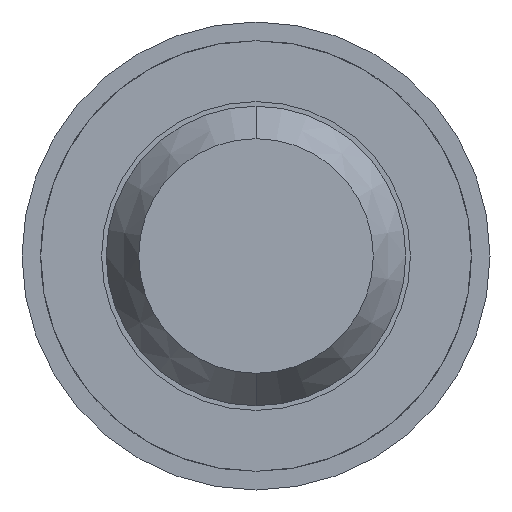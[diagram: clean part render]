
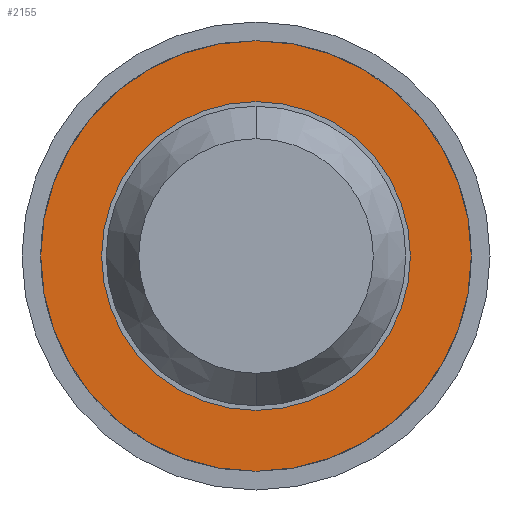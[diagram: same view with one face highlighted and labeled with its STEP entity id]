
A CAD part, front view. The second image highlights one B-rep face of the part: STEP entity #2155.
In plain terms, the highlighted planar face has unit normal (0, -1, 0).
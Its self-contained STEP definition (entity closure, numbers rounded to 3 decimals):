
#193 = DIRECTION ( 'NONE',  ( 0., 1., 0. ) ) ;
#292 = CARTESIAN_POINT ( 'NONE',  ( 0., -1.7, 0. ) ) ;
#312 = CARTESIAN_POINT ( 'NONE',  ( 0., -1.7, 0.825 ) ) ;
#548 = DIRECTION ( 'NONE',  ( 0., 0., 1. ) ) ;
#554 = FACE_OUTER_BOUND ( 'NONE', #3297, .T. ) ;
#556 = DIRECTION ( 'NONE',  ( 0., 0., 1. ) ) ;
#652 = ORIENTED_EDGE ( 'NONE', *, *, #1088, .T. ) ;
#732 = CARTESIAN_POINT ( 'NONE',  ( 0., -1.7, -0.825 ) ) ;
#896 = CARTESIAN_POINT ( 'NONE',  ( 0., -1.7, 1.15 ) ) ;
#979 = DIRECTION ( 'NONE',  ( 0., 1., 0. ) ) ;
#1088 = EDGE_CURVE ( 'Defeature ausgef�hrt1_14+Defeature ausgef�hrt1_13+Defeature ausgef�hrt1_13+Defeature ausgef�hrt1_13', #4469, #2050, #2248, .T. ) ;
#1307 = AXIS2_PLACEMENT_3D ( 'NONE', #2323, #4208, #3810 ) ;
#1331 = VERTEX_POINT ( 'NONE', #896 ) ;
#1781 = EDGE_CURVE ( 'Defeature ausgef�hrt1_7+Defeature ausgef�hrt1_14+Defeature ausgef�hrt1_14+Defeature ausgef�hrt1_14', #2279, #1331, #4012, .T. ) ;
#1898 = EDGE_CURVE ( 'Defeature ausgef�hrt1_7+Defeature ausgef�hrt1_14+Defeature ausgef�hrt1_14+Defeature ausgef�hrt1_14', #1331, #2279, #2238, .T. ) ;
#1964 = EDGE_LOOP ( 'NONE', ( #2678, #652 ) ) ;
#2050 = VERTEX_POINT ( 'NONE', #312 ) ;
#2155 = ADVANCED_FACE ( 'Defeature ausgef�hrt1_14', ( #554, #3398 ), #4551, .F. ) ;
#2238 = CIRCLE ( 'NONE', #4047, 1.15 ) ;
#2248 = CIRCLE ( 'NONE', #2412, 0.825 ) ;
#2279 = VERTEX_POINT ( 'NONE', #4604 ) ;
#2323 = CARTESIAN_POINT ( 'NONE',  ( 0., -1.7, 0. ) ) ;
#2364 = CARTESIAN_POINT ( 'NONE',  ( 0.825, -1.7, 0. ) ) ;
#2412 = AXIS2_PLACEMENT_3D ( 'NONE', #292, #3255, #2931 ) ;
#2423 = DIRECTION ( 'NONE',  ( 0., 1., 0. ) ) ;
#2452 = DIRECTION ( 'NONE',  ( 0., 0., 1. ) ) ;
#2654 = EDGE_CURVE ( 'Defeature ausgef�hrt1_14+Defeature ausgef�hrt1_13+Defeature ausgef�hrt1_13+Defeature ausgef�hrt1_13', #2050, #4469, #4128, .T. ) ;
#2678 = ORIENTED_EDGE ( 'NONE', *, *, #2654, .T. ) ;
#2931 = DIRECTION ( 'NONE',  ( 0., 0., 1. ) ) ;
#3209 = CARTESIAN_POINT ( 'NONE',  ( 0., -1.7, 0. ) ) ;
#3255 = DIRECTION ( 'NONE',  ( 0., 1., 0. ) ) ;
#3297 = EDGE_LOOP ( 'NONE', ( #4261, #4646 ) ) ;
#3398 = FACE_BOUND ( 'NONE', #1964, .T. ) ;
#3495 = AXIS2_PLACEMENT_3D ( 'NONE', #4643, #979, #2452 ) ;
#3810 = DIRECTION ( 'NONE',  ( 0., 0., 1. ) ) ;
#4012 = CIRCLE ( 'NONE', #1307, 1.15 ) ;
#4047 = AXIS2_PLACEMENT_3D ( 'NONE', #3209, #2423, #548 ) ;
#4128 = CIRCLE ( 'NONE', #3495, 0.825 ) ;
#4140 = AXIS2_PLACEMENT_3D ( 'NONE', #2364, #193, #556 ) ;
#4208 = DIRECTION ( 'NONE',  ( 0., 1., 0. ) ) ;
#4261 = ORIENTED_EDGE ( 'NONE', *, *, #1898, .F. ) ;
#4469 = VERTEX_POINT ( 'NONE', #732 ) ;
#4551 = PLANE ( 'NONE',  #4140 ) ;
#4604 = CARTESIAN_POINT ( 'NONE',  ( 0., -1.7, -1.15 ) ) ;
#4643 = CARTESIAN_POINT ( 'NONE',  ( 0., -1.7, 0. ) ) ;
#4646 = ORIENTED_EDGE ( 'NONE', *, *, #1781, .F. ) ;
